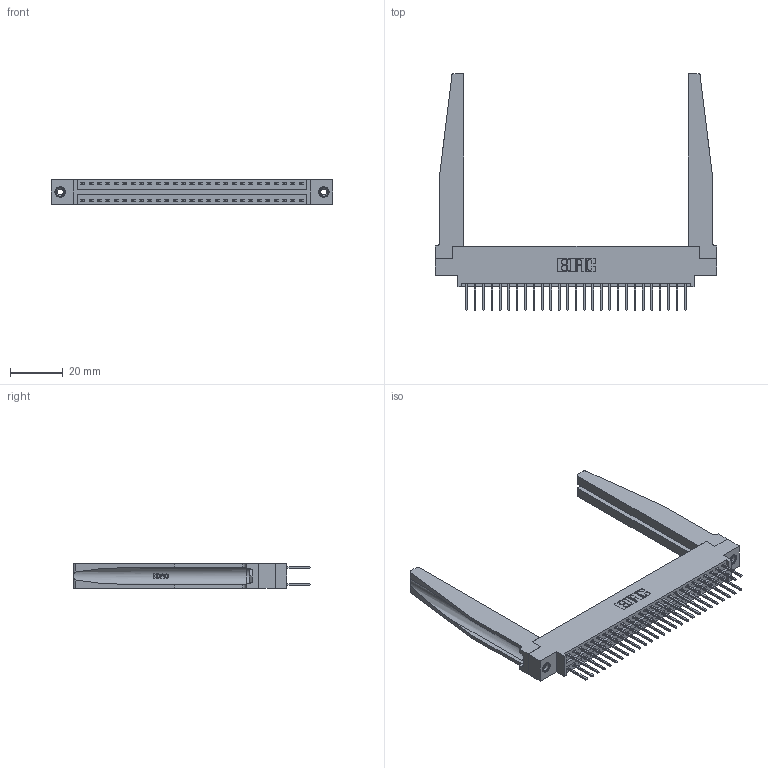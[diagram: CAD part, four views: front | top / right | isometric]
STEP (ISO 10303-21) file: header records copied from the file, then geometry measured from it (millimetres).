
FILE_DESCRIPTION (( 'STEP AP203' ), '1' );
FILE_NAME ('346-054-526-878.STEP', '2022-05-21T03:22:35', ( '' ), ( '' ), 'SwSTEP 2.0', 'SolidWorks 2020', '' );
FILE_SCHEMA (( 'CONFIG_CONTROL_DESIGN' ));
Length unit declared in the file: inch
Products named in the file (5): 346-054-526-878; 345-292-001_345-293-126; 345-250-001_345-250-001-102; 346-220-078_345-220-078; 346 Part_0.170 Offset - 0.156 Dia-TH
Assembly tree (59 placements, depth 2):
  346-054-526-878
    346 Part_0.170 Offset - 0.156 Dia-TH
    345-292-001_345-293-126  x54
    346-220-078_345-220-078  x2
    345-250-001_345-250-001-102  x2
Bounding box: 106.3 x 89.41 x 9.4 mm (x, y, z)
Volume: 17073.7 mm3; surface area: 20884.5 mm2
Topology: 59 solids, 59 shells, 3182 faces, 9355 edges, 6154 vertices
Faces by surface type: plane 2126, cylinder 1004, bspline 36, cone 12, torus 4
Entity records: 24954 total; most frequent: CARTESIAN_POINT 5077, ORIENTED_EDGE 3898, DIRECTION 3511, EDGE_CURVE 1949, LINE 1615, VECTOR 1615, VERTEX_POINT 1292, AXIS2_PLACEMENT_3D 948
